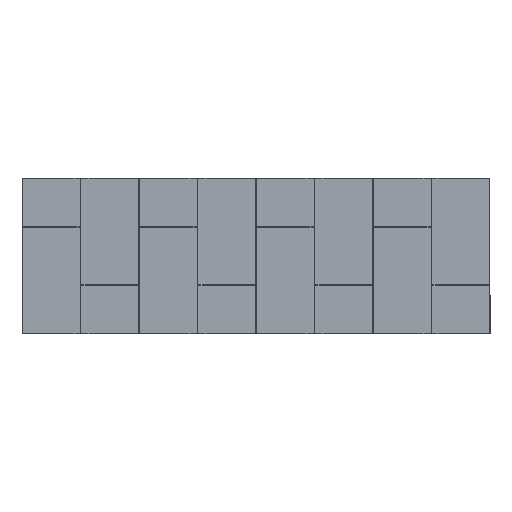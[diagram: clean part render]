
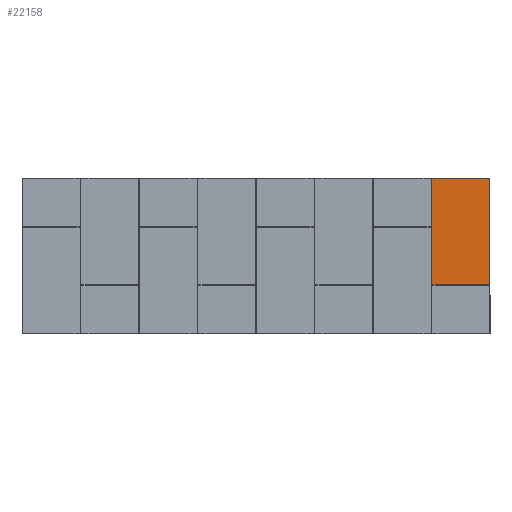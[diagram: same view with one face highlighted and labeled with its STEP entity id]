
A CAD part, top view. The second image highlights one B-rep face of the part: STEP entity #22158.
In plain terms, the highlighted planar face has unit normal (0, 0, 1).
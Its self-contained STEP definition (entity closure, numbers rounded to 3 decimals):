
#126 = LINE ( 'NONE', #5312, #7909 ) ;
#290 = CARTESIAN_POINT ( 'NONE',  ( 916.778, -607.446, 4.762 ) ) ;
#734 = CARTESIAN_POINT ( 'NONE',  ( 916.8, -607.446, 4.762 ) ) ;
#1067 = CARTESIAN_POINT ( 'NONE',  ( 1218.235, 0., 4.763 ) ) ;
#1498 = CARTESIAN_POINT ( 'NONE',  ( 0., 0., 4.762 ) ) ;
#1979 = CARTESIAN_POINT ( 'NONE',  ( 916.554, -607.222, 4.762 ) ) ;
#2302 = CARTESIAN_POINT ( 'NONE',  ( 916.556, -607.244, 4.762 ) ) ;
#3674 = CARTESIAN_POINT ( 'NONE',  ( 916.614, -607.362, 4.762 ) ) ;
#3996 = CARTESIAN_POINT ( 'NONE',  ( 916.632, -607.38, 4.762 ) ) ;
#4166 = EDGE_CURVE ( 'NONE', #5552, #16865, #18598, .T. ) ;
#4766 = CARTESIAN_POINT ( 'NONE',  ( 916.554, -607.2, 4.762 ) ) ;
#4984 = VECTOR ( 'NONE', #16359, 1000. ) ;
#5312 = CARTESIAN_POINT ( 'NONE',  ( 916.554, 0., 4.762 ) ) ;
#5552 = VERTEX_POINT ( 'NONE', #5770 ) ;
#5698 = CARTESIAN_POINT ( 'NONE',  ( 916.756, -607.444, 4.762 ) ) ;
#5770 = CARTESIAN_POINT ( 'NONE',  ( 916.554, -50.8, 4.762 ) ) ;
#5923 = CARTESIAN_POINT ( 'NONE',  ( 916.654, -607.399, 4.762 ) ) ;
#6456 = DIRECTION ( 'NONE',  ( 0., 0., 1. ) ) ;
#6482 = CARTESIAN_POINT ( 'NONE',  ( 0., -50.8, 4.762 ) ) ;
#6658 = ORIENTED_EDGE ( 'NONE', *, *, #4166, .F. ) ;
#6792 = PLANE ( 'NONE',  #14585 ) ;
#6956 = EDGE_CURVE ( 'NONE', #5552, #21148, #126, .T. ) ;
#7661 = ORIENTED_EDGE ( 'NONE', *, *, #18492, .T. ) ;
#7909 = VECTOR ( 'NONE', #13389, 1000. ) ;
#8130 = CARTESIAN_POINT ( 'NONE',  ( 1218.235, -607.446, 4.763 ) ) ;
#8458 = EDGE_LOOP ( 'NONE', ( #6658, #12291, #12102, #7661, #20851 ) ) ;
#9933 = FACE_OUTER_BOUND ( 'NONE', #8458, .T. ) ;
#10525 = CARTESIAN_POINT ( 'NONE',  ( 916.601, -607.346, 4.762 ) ) ;
#10631 = CARTESIAN_POINT ( 'NONE',  ( 916.665, -607.407, 4.762 ) ) ;
#10848 = CARTESIAN_POINT ( 'NONE',  ( 916.593, -607.335, 4.762 ) ) ;
#11805 = DIRECTION ( 'NONE',  ( 1., 0., 0. ) ) ;
#12102 = ORIENTED_EDGE ( 'NONE', *, *, #18259, .F. ) ;
#12286 = EDGE_CURVE ( 'NONE', #16865, #21144, #18367, .T. ) ;
#12291 = ORIENTED_EDGE ( 'NONE', *, *, #6956, .T. ) ;
#12312 = CARTESIAN_POINT ( 'NONE',  ( 916.695, -607.424, 4.762 ) ) ;
#12738 = DIRECTION ( 'NONE',  ( 0., -1., 0. ) ) ;
#12753 = CARTESIAN_POINT ( 'NONE',  ( 916.638, -607.386, 4.762 ) ) ;
#13389 = DIRECTION ( 'NONE',  ( 0., -1., 0. ) ) ;
#13417 = CARTESIAN_POINT ( 'NONE',  ( 1218.235, -50.8, 4.763 ) ) ;
#13613 = DIRECTION ( 'NONE',  ( 1., 0., 0. ) ) ;
#14095 = CARTESIAN_POINT ( 'NONE',  ( 916.8, -607.446, 4.762 ) ) ;
#14585 = AXIS2_PLACEMENT_3D ( 'NONE', #1498, #6456, #13613 ) ;
#15548 = VECTOR ( 'NONE', #11805, 1000. ) ;
#15803 = CARTESIAN_POINT ( 'NONE',  ( 916.62, -607.368, 4.762 ) ) ;
#16359 = DIRECTION ( 'NONE',  ( 1., 0., 0. ) ) ;
#16865 = VERTEX_POINT ( 'NONE', #13417 ) ;
#17374 = CARTESIAN_POINT ( 'NONE',  ( 916.576, -607.305, 4.762 ) ) ;
#17482 = CARTESIAN_POINT ( 'NONE',  ( 916.554, -607.2, 4.762 ) ) ;
#17647 = B_SPLINE_CURVE_WITH_KNOTS ( 'NONE', 3,
 ( #734, #290, #5698, #19379, #12312, #10631, #5923, #12753, #3996, #15803, #3674, #10525, #10848, #17374, #17700, #2302, #1979, #17482 ),
 .UNSPECIFIED., .F., .F.,
 ( 4, 2, 2, 2, 2, 2, 2, 2, 4 ),
 ( 0., 0.169, 0.333, 0.436, 0.5, 0.564, 0.667, 0.831, 1. ),
 .UNSPECIFIED. ) ;
#17700 = CARTESIAN_POINT ( 'NONE',  ( 916.568, -607.285, 4.762 ) ) ;
#18259 = EDGE_CURVE ( 'NONE', #21507, #21148, #17647, .T. ) ;
#18367 = LINE ( 'NONE', #1067, #20895 ) ;
#18492 = EDGE_CURVE ( 'NONE', #21507, #21144, #21926, .T. ) ;
#18598 = LINE ( 'NONE', #6482, #4984 ) ;
#19379 = CARTESIAN_POINT ( 'NONE',  ( 916.715, -607.432, 4.762 ) ) ;
#20851 = ORIENTED_EDGE ( 'NONE', *, *, #12286, .F. ) ;
#20895 = VECTOR ( 'NONE', #12738, 1000. ) ;
#21144 = VERTEX_POINT ( 'NONE', #8130 ) ;
#21148 = VERTEX_POINT ( 'NONE', #4766 ) ;
#21507 = VERTEX_POINT ( 'NONE', #14095 ) ;
#21699 = CARTESIAN_POINT ( 'NONE',  ( 0., -607.446, 4.762 ) ) ;
#21926 = LINE ( 'NONE', #21699, #15548 ) ;
#22158 = ADVANCED_FACE ( 'NONE', ( #9933 ), #6792, .T. ) ;
